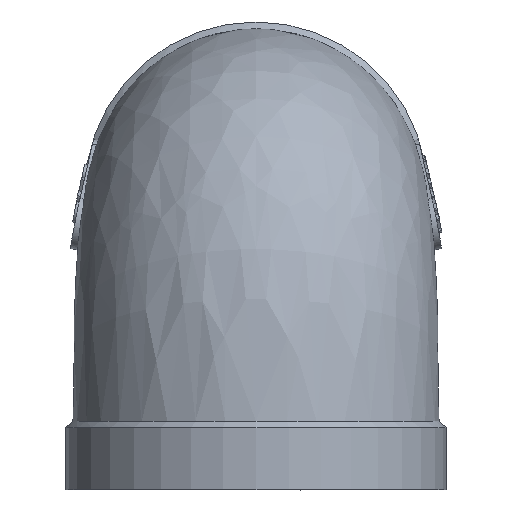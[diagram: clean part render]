
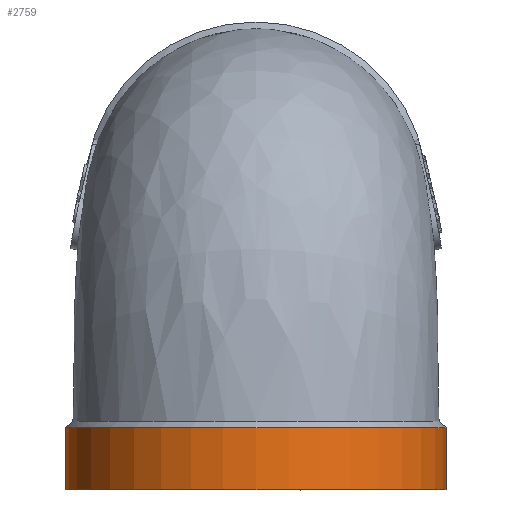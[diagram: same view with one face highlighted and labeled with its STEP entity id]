
A CAD part, left-side view. The second image highlights one B-rep face of the part: STEP entity #2759.
In plain terms, the highlighted cylindrical face has radius 27.6 mm (diameter 55.2 mm), a full revolution.
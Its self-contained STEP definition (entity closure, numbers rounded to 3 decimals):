
#21=CYLINDRICAL_SURFACE('',#2938,27.6);
#805=CIRCLE('',#2930,27.6);
#811=CIRCLE('',#2939,27.6);
#944=ORIENTED_EDGE('',*,*,#1749,.T.);
#945=ORIENTED_EDGE('',*,*,#1731,.F.);
#1731=EDGE_CURVE('',#2135,#2135,#805,.T.);
#1749=EDGE_CURVE('',#2151,#2151,#811,.T.);
#2135=VERTEX_POINT('',#4221);
#2151=VERTEX_POINT('',#5136);
#2389=EDGE_LOOP('',(#944));
#2390=EDGE_LOOP('',(#945));
#2569=FACE_BOUND('',#2389,.T.);
#2570=FACE_BOUND('',#2390,.T.);
#2759=ADVANCED_FACE('',(#2569,#2570),#21,.T.);
#2930=AXIS2_PLACEMENT_3D('',#4220,#3171,#3172);
#2938=AXIS2_PLACEMENT_3D('',#5134,#3188,#3189);
#2939=AXIS2_PLACEMENT_3D('',#5135,#3190,#3191);
#3171=DIRECTION('',(0.,0.,-1.));
#3172=DIRECTION('',(1.,0.,0.));
#3188=DIRECTION('',(0.,0.,-1.));
#3189=DIRECTION('',(-1.,0.,0.));
#3190=DIRECTION('',(0.,0.,-1.));
#3191=DIRECTION('',(-1.,0.,0.));
#4220=CARTESIAN_POINT('',(-47.,0.,0.));
#4221=CARTESIAN_POINT('',(-19.4,0.,0.));
#5134=CARTESIAN_POINT('',(-47.,0.,10.));
#5135=CARTESIAN_POINT('',(-47.,0.,9.));
#5136=CARTESIAN_POINT('',(-74.6,0.,9.));
